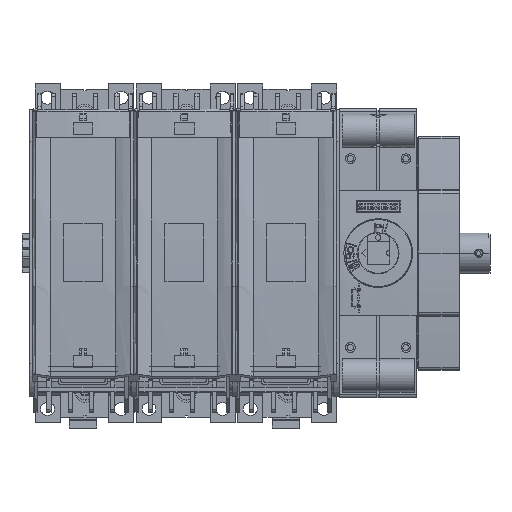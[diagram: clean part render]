
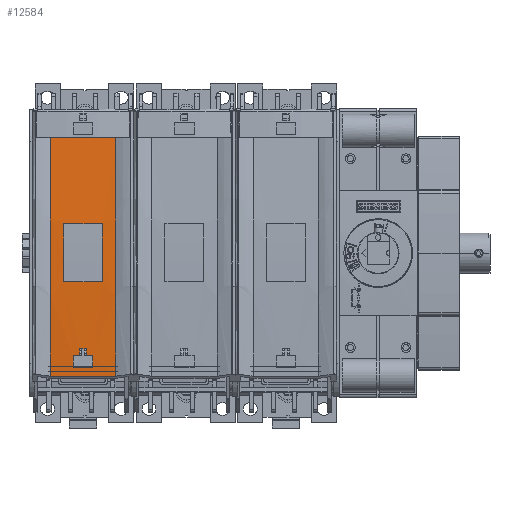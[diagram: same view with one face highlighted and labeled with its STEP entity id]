
A CAD part, top view. The second image highlights one B-rep face of the part: STEP entity #12584.
In plain terms, the highlighted cylindrical face has radius 598 mm (diameter 1196 mm), a partial arc.
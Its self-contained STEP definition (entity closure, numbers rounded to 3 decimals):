
#12584=ADVANCED_FACE('',(#26673,#26674,#26675),#26676,.T.);
#26673=FACE_BOUND('',#42196,.T.);
#26674=FACE_BOUND('',#42197,.T.);
#26675=FACE_OUTER_BOUND('',#42198,.T.);
#26676=CYLINDRICAL_SURFACE('',#42199,598.);
#42196=EDGE_LOOP('',(#81800,#81801,#81802,#81803));
#42197=EDGE_LOOP('',(#81804,#81805,#81806,#81807,#81808,#81809,#81810,#81811));
#42198=EDGE_LOOP('',(#81812,#81813,#81814,#81815));
#42199=AXIS2_PLACEMENT_3D('',#81816,#81817,#81818);
#81800=ORIENTED_EDGE('',*,*,#107333,.T.);
#81801=ORIENTED_EDGE('',*,*,#107330,.T.);
#81802=ORIENTED_EDGE('',*,*,#107327,.T.);
#81803=ORIENTED_EDGE('',*,*,#107323,.T.);
#81804=ORIENTED_EDGE('',*,*,#107321,.T.);
#81805=ORIENTED_EDGE('',*,*,#107318,.T.);
#81806=ORIENTED_EDGE('',*,*,#107315,.T.);
#81807=ORIENTED_EDGE('',*,*,#107312,.T.);
#81808=ORIENTED_EDGE('',*,*,#107309,.T.);
#81809=ORIENTED_EDGE('',*,*,#107306,.T.);
#81810=ORIENTED_EDGE('',*,*,#107303,.T.);
#81811=ORIENTED_EDGE('',*,*,#107300,.T.);
#81812=ORIENTED_EDGE('',*,*,#107338,.T.);
#81813=ORIENTED_EDGE('',*,*,#109501,.T.);
#81814=ORIENTED_EDGE('',*,*,#109503,.F.);
#81815=ORIENTED_EDGE('',*,*,#109504,.F.);
#81816=CARTESIAN_POINT('',(21.95,62.9,-469.3));
#81817=DIRECTION('',(1.0,0.0,-0.0));
#81818=DIRECTION('',(0.0,0.087,0.996));
#107300=EDGE_CURVE('',#133005,#133003,#133006,.T.);
#107303=EDGE_CURVE('',#133009,#133005,#133010,.T.);
#107306=EDGE_CURVE('',#133013,#133009,#133014,.T.);
#107309=EDGE_CURVE('',#133017,#133013,#133018,.T.);
#107312=EDGE_CURVE('',#133021,#133017,#133022,.T.);
#107315=EDGE_CURVE('',#133025,#133021,#133026,.T.);
#107318=EDGE_CURVE('',#133029,#133025,#133030,.T.);
#107321=EDGE_CURVE('',#133003,#133029,#133033,.T.);
#107323=EDGE_CURVE('',#133035,#133036,#133037,.T.);
#107327=EDGE_CURVE('',#133041,#133035,#133042,.T.);
#107330=EDGE_CURVE('',#133045,#133041,#133046,.T.);
#107333=EDGE_CURVE('',#133036,#133045,#133049,.T.);
#107338=EDGE_CURVE('',#133052,#133056,#133058,.T.);
#109501=EDGE_CURVE('',#133056,#136108,#136110,.T.);
#109503=EDGE_CURVE('',#136112,#136108,#136113,.T.);
#109504=EDGE_CURVE('',#133052,#136112,#136114,.T.);
#133003=VERTEX_POINT('',#171253);
#133005=VERTEX_POINT('',#171256);
#133006=LINE('',#171257,#171258);
#133009=VERTEX_POINT('',#171262);
#133010=CIRCLE('',#171263,598.);
#133013=VERTEX_POINT('',#171267);
#133014=LINE('',#171268,#171269);
#133017=VERTEX_POINT('',#171273);
#133018=CIRCLE('',#171274,598.);
#133021=VERTEX_POINT('',#171278);
#133022=LINE('',#171279,#171280);
#133025=VERTEX_POINT('',#171284);
#133026=CIRCLE('',#171285,598.);
#133029=VERTEX_POINT('',#171289);
#133030=LINE('',#171290,#171291);
#133033=CIRCLE('',#171295,598.);
#133035=VERTEX_POINT('',#171297);
#133036=VERTEX_POINT('',#171298);
#133037=LINE('',#171299,#171300);
#133041=VERTEX_POINT('',#171306);
#133042=CIRCLE('',#171307,598.);
#133045=VERTEX_POINT('',#171311);
#133046=LINE('',#171312,#171313);
#133049=CIRCLE('',#171317,598.);
#133052=VERTEX_POINT('',#171320);
#133056=VERTEX_POINT('',#171327);
#133058=LINE('',#171332,#171333);
#136108=VERTEX_POINT('',#176853);
#136110=CIRCLE('',#176862,598.);
#136112=VERTEX_POINT('',#176864);
#136113=LINE('',#176865,#176866);
#136114=CIRCLE('',#176867,598.);
#171253=CARTESIAN_POINT('',(23.2,28.4,127.704));
#171256=CARTESIAN_POINT('',(20.7,28.4,127.704));
#171257=CARTESIAN_POINT('',(21.95,28.4,127.704));
#171258=VECTOR('',#200488,1.0);
#171262=CARTESIAN_POINT('',(20.7,25.9,127.554));
#171263=AXIS2_PLACEMENT_3D('',#200490,#200491,#200492);
#171267=CARTESIAN_POINT('',(18.45,25.9,127.554));
#171268=CARTESIAN_POINT('',(19.575,25.9,127.554));
#171269=VECTOR('',#200494,1.0);
#171273=CARTESIAN_POINT('',(18.45,21.6,127.272));
#171274=AXIS2_PLACEMENT_3D('',#200496,#200497,#200498);
#171278=CARTESIAN_POINT('',(25.45,21.6,127.272));
#171279=CARTESIAN_POINT('',(21.95,21.6,127.272));
#171280=VECTOR('',#200500,1.0);
#171284=CARTESIAN_POINT('',(25.45,25.9,127.554));
#171285=AXIS2_PLACEMENT_3D('',#200502,#200503,#200504);
#171289=CARTESIAN_POINT('',(23.2,25.9,127.554));
#171290=CARTESIAN_POINT('',(24.325,25.9,127.554));
#171291=VECTOR('',#200506,1.0);
#171295=AXIS2_PLACEMENT_3D('',#200508,#200509,#200510);
#171297=CARTESIAN_POINT('',(28.95,52.463,128.609));
#171298=CARTESIAN_POINT('',(14.95,52.463,128.609));
#171299=CARTESIAN_POINT('',(21.95,52.463,128.609));
#171300=VECTOR('',#200511,1.0);
#171306=CARTESIAN_POINT('',(28.95,73.336,128.609));
#171307=AXIS2_PLACEMENT_3D('',#200514,#200515,#200516);
#171311=CARTESIAN_POINT('',(14.95,73.336,128.609));
#171312=CARTESIAN_POINT('',(21.95,73.336,128.609));
#171313=VECTOR('',#200518,1.0);
#171317=AXIS2_PLACEMENT_3D('',#200520,#200521,#200522);
#171320=CARTESIAN_POINT('',(33.7,104.413,127.257));
#171327=CARTESIAN_POINT('',(10.2,104.413,127.257));
#171332=CARTESIAN_POINT('',(21.95,104.413,127.257));
#171333=VECTOR('',#200526,598.);
#176853=CARTESIAN_POINT('',(10.2,18.489,127.049));
#176862=AXIS2_PLACEMENT_3D('',#202661,#202662,#202663);
#176864=CARTESIAN_POINT('',(33.7,18.489,127.049));
#176865=CARTESIAN_POINT('',(21.95,18.489,127.049));
#176866=VECTOR('',#202664,1.0);
#176867=AXIS2_PLACEMENT_3D('',#202665,#202666,#202667);
#200488=DIRECTION('',(1.0,0.0,0.0));
#200490=CARTESIAN_POINT('',(20.7,62.9,-469.3));
#200491=DIRECTION('',(-1.0,0.0,0.0));
#200492=DIRECTION('',(0.0,0.087,0.996));
#200494=DIRECTION('',(1.0,0.0,0.0));
#200496=CARTESIAN_POINT('',(18.45,62.9,-469.3));
#200497=DIRECTION('',(-1.0,0.0,0.0));
#200498=DIRECTION('',(0.0,0.087,0.996));
#200500=DIRECTION('',(-1.0,-0.0,-0.0));
#200502=CARTESIAN_POINT('',(25.45,62.9,-469.3));
#200503=DIRECTION('',(1.0,0.0,-0.0));
#200504=DIRECTION('',(0.0,0.087,0.996));
#200506=DIRECTION('',(1.0,0.0,0.0));
#200508=CARTESIAN_POINT('',(23.2,62.9,-469.3));
#200509=DIRECTION('',(1.0,0.0,-0.0));
#200510=DIRECTION('',(0.0,0.087,0.996));
#200511=DIRECTION('',(-1.0,-0.0,-0.0));
#200514=CARTESIAN_POINT('',(28.95,62.9,-469.3));
#200515=DIRECTION('',(1.0,0.0,-0.0));
#200516=DIRECTION('',(0.0,0.087,0.996));
#200518=DIRECTION('',(1.0,0.0,0.0));
#200520=CARTESIAN_POINT('',(14.95,62.9,-469.3));
#200521=DIRECTION('',(-1.0,0.0,0.0));
#200522=DIRECTION('',(0.0,0.087,0.996));
#200526=DIRECTION('',(-1.0,-0.0,-0.0));
#202661=CARTESIAN_POINT('',(10.2,62.9,-469.3));
#202662=DIRECTION('',(1.0,0.0,-0.0));
#202663=DIRECTION('',(0.0,0.087,0.996));
#202664=DIRECTION('',(-1.0,-0.0,-0.0));
#202665=CARTESIAN_POINT('',(33.7,62.9,-469.3));
#202666=DIRECTION('',(1.0,0.0,-0.0));
#202667=DIRECTION('',(0.0,0.087,0.996));
